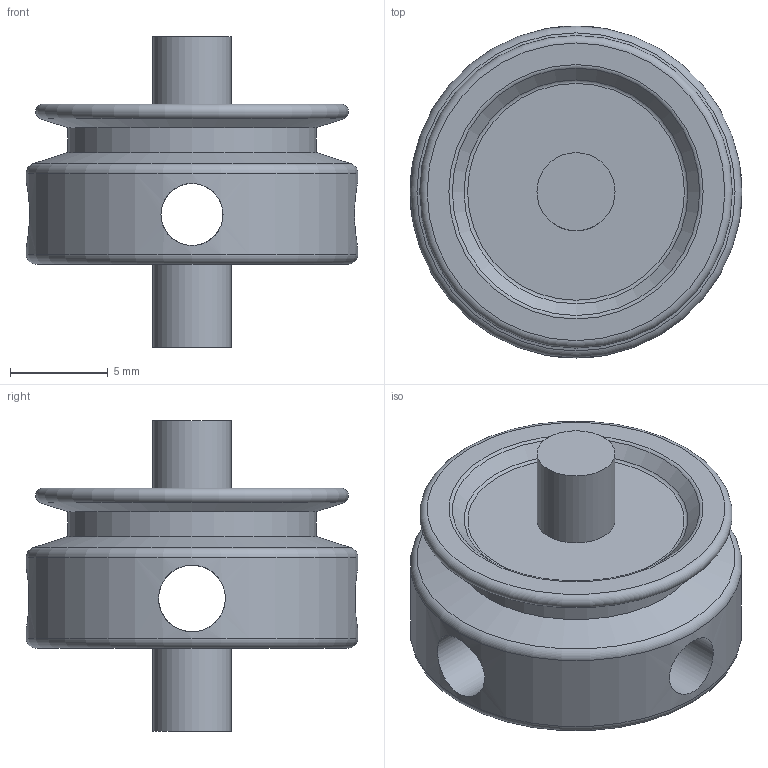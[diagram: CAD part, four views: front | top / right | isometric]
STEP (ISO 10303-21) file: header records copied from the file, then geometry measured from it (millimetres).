
FILE_DESCRIPTION(/* description */ (''),/* implementation_level */ '2;1');
FILE_NAME(/* name */ 'CutterHead_Assembly.Horizontal_CutterHead.step',/* time_stamp */ '2020-09-18T12:46:16-07:00',/* author */ (''),/* organization */ (''),/* preprocessor_version */ 'ST-DEVELOPER v18.1',/* originating_system */ 'Autodesk Translation Framework v9.3.0.1241',/* authorisation */ '');
FILE_SCHEMA (('AUTOMOTIVE_DESIGN { 1 0 10303 214 3 1 1 }'));
Length unit declared in the file: inch
Products named in the file (1): Horizontal_CutterHead
Bounding box: 16.99 x 16.99 x 15.89 mm (x, y, z)
Volume: 1389.4 mm3; surface area: 1322.1 mm2
Topology: 1 solids, 1 shells, 20 faces, 44 edges, 27 vertices
Faces by surface type: cylinder 7, torus 5, plane 5, cone 3
Full cylindrical faces by diameter (mm): 3.175 x2, 3.416 x1, 4 x2, 12.7 x1, 16.99 x1
Entity records: 817 total; most frequent: CARTESIAN_POINT 331, DIRECTION 96, ORIENTED_EDGE 88, EDGE_CURVE 44, AXIS2_PLACEMENT_3D 42, EDGE_LOOP 27, VERTEX_POINT 27, CIRCLE 21
